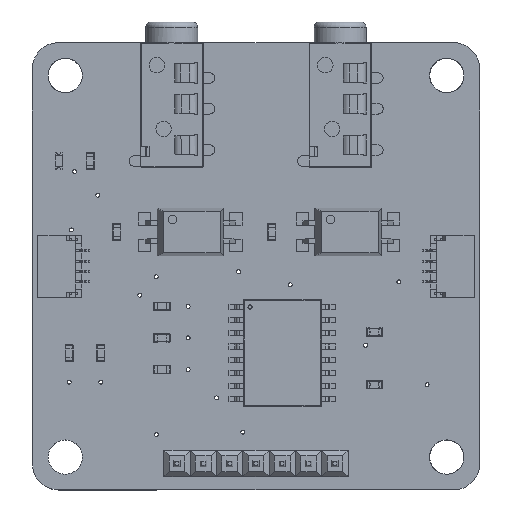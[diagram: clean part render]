
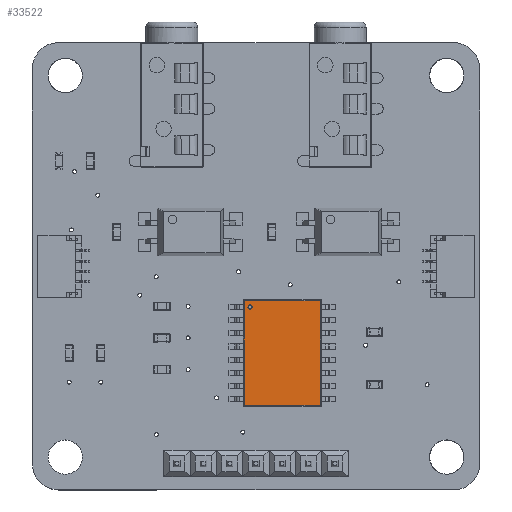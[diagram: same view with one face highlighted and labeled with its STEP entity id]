
A CAD part, top view. The second image highlights one B-rep face of the part: STEP entity #33522.
In plain terms, the highlighted planar face has unit normal (0, 0, 1).
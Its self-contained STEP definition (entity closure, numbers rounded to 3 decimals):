
#871=FACE_BOUND('',#5136,.T.);
#1620=PLANE('',#36446);
#3297=FACE_OUTER_BOUND('',#5135,.T.);
#5135=EDGE_LOOP('',(#28290,#28291,#28292,#28293));
#5136=EDGE_LOOP('',(#28294));
#6495=CIRCLE('',#36447,0.2);
#8933=LINE('',#53910,#12930);
#8934=LINE('',#53912,#12931);
#8935=LINE('',#53914,#12932);
#8936=LINE('',#53915,#12933);
#12930=VECTOR('',#42881,1000.);
#12931=VECTOR('',#42882,1000.);
#12932=VECTOR('',#42883,1000.);
#12933=VECTOR('',#42884,1000.);
#16563=VERTEX_POINT('',#53908);
#16564=VERTEX_POINT('',#53909);
#16565=VERTEX_POINT('',#53911);
#16566=VERTEX_POINT('',#53913);
#16567=VERTEX_POINT('',#53916);
#20647=EDGE_CURVE('',#16563,#16564,#8933,.T.);
#20648=EDGE_CURVE('',#16564,#16565,#8934,.T.);
#20649=EDGE_CURVE('',#16565,#16566,#8935,.T.);
#20650=EDGE_CURVE('',#16566,#16563,#8936,.T.);
#20651=EDGE_CURVE('',#16567,#16567,#6495,.F.);
#28290=ORIENTED_EDGE('',*,*,#20647,.T.);
#28291=ORIENTED_EDGE('',*,*,#20648,.T.);
#28292=ORIENTED_EDGE('',*,*,#20649,.T.);
#28293=ORIENTED_EDGE('',*,*,#20650,.T.);
#28294=ORIENTED_EDGE('',*,*,#20651,.T.);
#33522=ADVANCED_FACE('',(#3297,#871),#1620,.T.);
#36446=AXIS2_PLACEMENT_3D('',#53907,#42879,#42880);
#36447=AXIS2_PLACEMENT_3D('',#53917,#42885,#42886);
#42879=DIRECTION('center_axis',(0.,0.,1.));
#42880=DIRECTION('ref_axis',(1.,0.,0.));
#42881=DIRECTION('',(0.,1.,0.));
#42882=DIRECTION('',(-1.,0.,0.));
#42883=DIRECTION('',(0.,-1.,0.));
#42884=DIRECTION('',(1.,0.,0.));
#42885=DIRECTION('center_axis',(0.,0.,1.));
#42886=DIRECTION('ref_axis',(1.,0.,0.));
#53907=CARTESIAN_POINT('Origin',(0.,0.,2.65));
#53908=CARTESIAN_POINT('',(5.05,-3.65,2.65));
#53909=CARTESIAN_POINT('',(5.05,3.65,2.65));
#53910=CARTESIAN_POINT('',(5.05,0.,2.65));
#53911=CARTESIAN_POINT('',(-5.05,3.65,2.65));
#53912=CARTESIAN_POINT('',(0.,3.65,2.65));
#53913=CARTESIAN_POINT('',(-5.05,-3.65,2.65));
#53914=CARTESIAN_POINT('',(-5.05,-3.75,2.65));
#53915=CARTESIAN_POINT('',(5.15,-3.65,2.65));
#53916=CARTESIAN_POINT('',(-4.245,-3.115,2.65));
#53917=CARTESIAN_POINT('Origin',(-4.445,-3.115,2.65));
